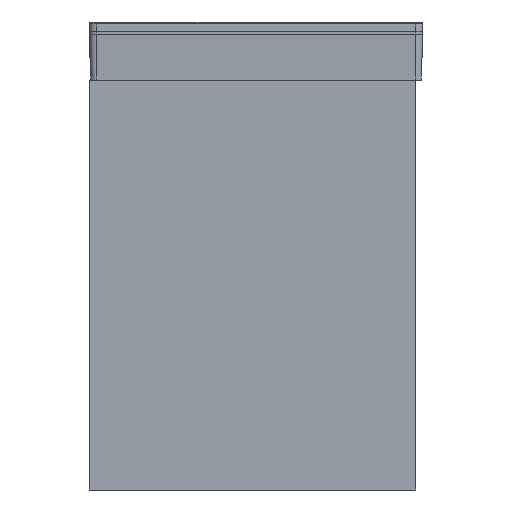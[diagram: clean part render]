
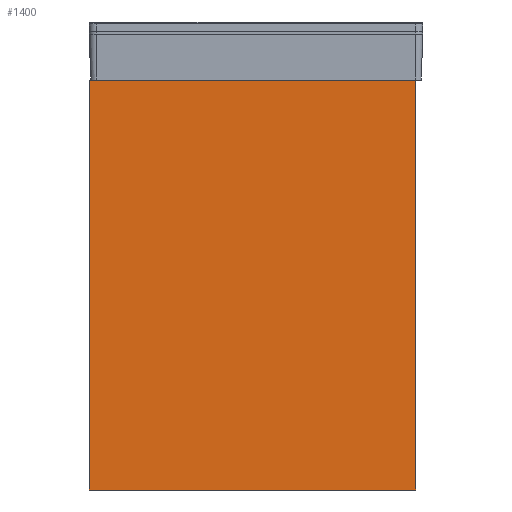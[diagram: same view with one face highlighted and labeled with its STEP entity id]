
A CAD part, left-side view. The second image highlights one B-rep face of the part: STEP entity #1400.
In plain terms, the highlighted planar face has unit normal (-1, 0, 0).
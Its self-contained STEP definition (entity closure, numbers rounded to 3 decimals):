
#1400=ADVANCED_FACE('',(#1709),#6693,.T.);
#1709=FACE_OUTER_BOUND('',#2042,.T.);
#2042=EDGE_LOOP('',(#3803,#3804,#3805,#3806));
#3803=ORIENTED_EDGE('',*,*,#4838,.F.);
#3804=ORIENTED_EDGE('',*,*,#4839,.F.);
#3805=ORIENTED_EDGE('',*,*,#4835,.F.);
#3806=ORIENTED_EDGE('',*,*,#4837,.F.);
#4835=EDGE_CURVE('',#6500,#6501,#5599,.T.);
#4837=EDGE_CURVE('',#6502,#6500,#5601,.T.);
#4838=EDGE_CURVE('',#6503,#6502,#5602,.T.);
#4839=EDGE_CURVE('',#6501,#6503,#5603,.T.);
#5599=B_SPLINE_CURVE_WITH_KNOTS('',1,(#18148,#18149),.UNSPECIFIED.,.F.,
 .F.,(2,2),(0.,450.),.UNSPECIFIED.);
#5601=B_SPLINE_CURVE_WITH_KNOTS('',1,(#18152,#18153),.UNSPECIFIED.,.F.,
 .F.,(2,2),(-565.,0.),.UNSPECIFIED.);
#5602=B_SPLINE_CURVE_WITH_KNOTS('',1,(#18154,#18155),.UNSPECIFIED.,.F.,
 .F.,(2,2),(-450.,0.),.UNSPECIFIED.);
#5603=B_SPLINE_CURVE_WITH_KNOTS('',1,(#18156,#18157),.UNSPECIFIED.,.F.,
 .F.,(2,2),(-565.,0.),.UNSPECIFIED.);
#6500=VERTEX_POINT('',#18134);
#6501=VERTEX_POINT('',#18135);
#6502=VERTEX_POINT('',#18136);
#6503=VERTEX_POINT('',#18137);
#6693=PLANE('',#7393);
#7393=AXIS2_PLACEMENT_3D('',#18126,#7635,$);
#7635=DIRECTION('',(-1.,0.,0.));
#18126=CARTESIAN_POINT('',(-490.5,-339.,495.));
#18134=CARTESIAN_POINT('',(-490.5,282.5,0.));
#18135=CARTESIAN_POINT('',(-490.5,282.5,450.));
#18136=CARTESIAN_POINT('',(-490.5,-282.5,0.));
#18137=CARTESIAN_POINT('',(-490.5,-282.5,450.));
#18148=CARTESIAN_POINT('',(-490.5,282.5,0.));
#18149=CARTESIAN_POINT('',(-490.5,282.5,450.));
#18152=CARTESIAN_POINT('',(-490.5,-282.5,0.));
#18153=CARTESIAN_POINT('',(-490.5,282.5,0.));
#18154=CARTESIAN_POINT('',(-490.5,-282.5,450.));
#18155=CARTESIAN_POINT('',(-490.5,-282.5,0.));
#18156=CARTESIAN_POINT('',(-490.5,282.5,450.));
#18157=CARTESIAN_POINT('',(-490.5,-282.5,450.));
